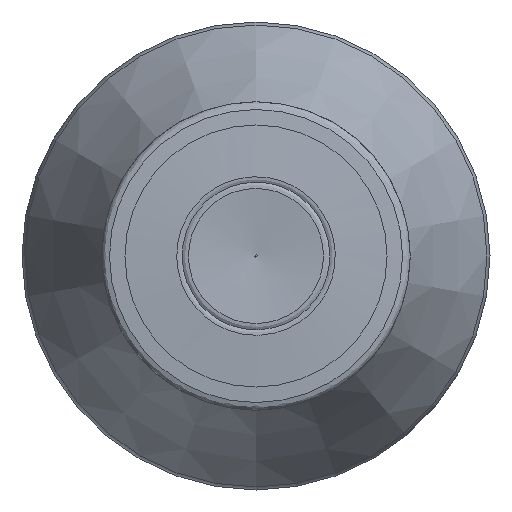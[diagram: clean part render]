
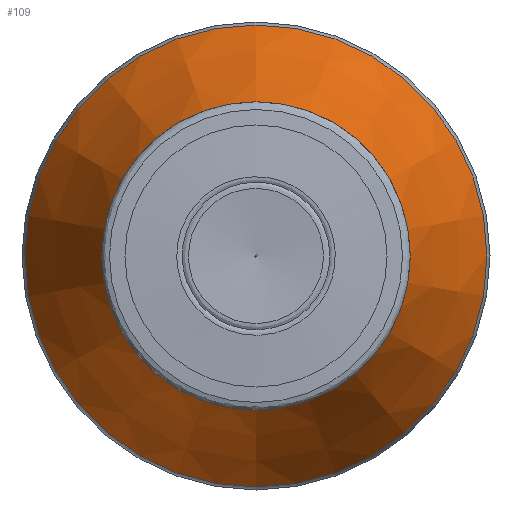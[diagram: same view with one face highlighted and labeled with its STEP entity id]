
A CAD part, left-side view. The second image highlights one B-rep face of the part: STEP entity #109.
In plain terms, the highlighted conical face has half-angle 25.201 degrees and reference radius 21.715 mm.
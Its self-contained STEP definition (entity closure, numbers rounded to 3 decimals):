
#87=CONICAL_SURFACE('',#432,21.714,25.201);
#109=ADVANCED_FACE('',(#162,#163),#87,.T.);
#162=FACE_BOUND('',#219,.T.);
#163=FACE_BOUND('',#220,.T.);
#219=EDGE_LOOP('',(#279));
#220=EDGE_LOOP('',(#280));
#279=ORIENTED_EDGE('',*,*,#355,.T.);
#280=ORIENTED_EDGE('',*,*,#354,.F.);
#324=VERTEX_POINT('',#619);
#325=VERTEX_POINT('',#622);
#354=EDGE_CURVE('',#324,#324,#384,.T.);
#355=EDGE_CURVE('',#325,#325,#385,.T.);
#384=CIRCLE('',#429,21.714);
#385=CIRCLE('',#431,14.476);
#429=AXIS2_PLACEMENT_3D('',#618,#512,#513);
#431=AXIS2_PLACEMENT_3D('',#621,#516,#517);
#432=AXIS2_PLACEMENT_3D('',#623,#518,#519);
#512=DIRECTION('',(1.,0.,0.));
#513=DIRECTION('',(0.,0.,1.));
#516=DIRECTION('',(1.,0.,0.));
#517=DIRECTION('',(0.,0.,1.));
#518=DIRECTION('',(1.,0.,0.));
#519=DIRECTION('',(0.,0.,-1.));
#618=CARTESIAN_POINT('',(166.393,0.,0.));
#619=CARTESIAN_POINT('',(166.393,0.,21.714));
#621=CARTESIAN_POINT('',(151.011,0.,0.));
#622=CARTESIAN_POINT('',(151.011,0.,14.476));
#623=CARTESIAN_POINT('',(166.393,0.,0.));
